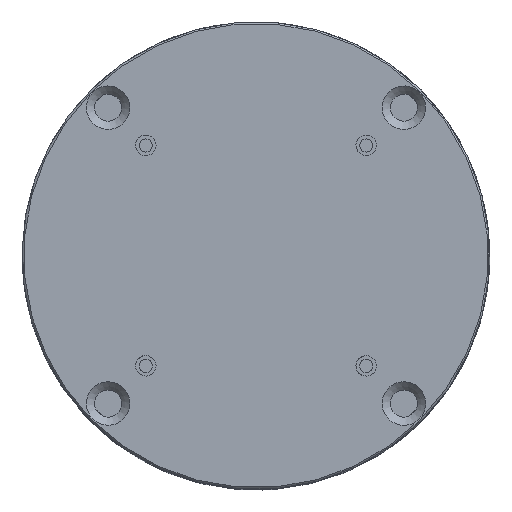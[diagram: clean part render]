
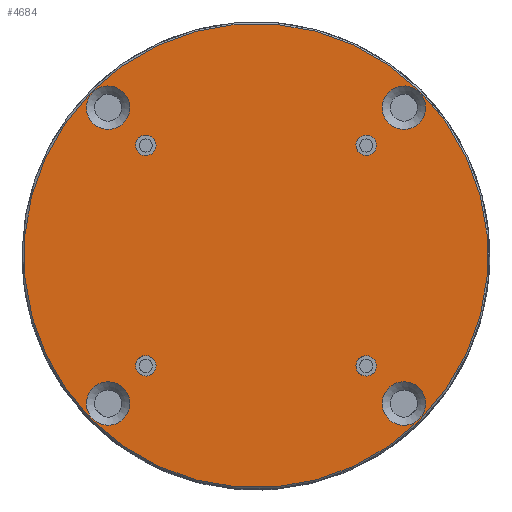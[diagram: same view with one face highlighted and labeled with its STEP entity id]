
A CAD part, top view. The second image highlights one B-rep face of the part: STEP entity #4684.
In plain terms, the highlighted planar face has unit normal (0, 0, 1).
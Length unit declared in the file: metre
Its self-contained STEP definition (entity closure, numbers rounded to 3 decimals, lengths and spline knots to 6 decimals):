
#166=PLANE('',#5286);
#1520=ORIENTED_EDGE('',*,*,#2489,.T.);
#1521=ORIENTED_EDGE('',*,*,#2478,.F.);
#1522=ORIENTED_EDGE('',*,*,#2477,.F.);
#1523=ORIENTED_EDGE('',*,*,#2476,.F.);
#1524=ORIENTED_EDGE('',*,*,#2475,.F.);
#1525=ORIENTED_EDGE('',*,*,#2474,.F.);
#1526=ORIENTED_EDGE('',*,*,#2473,.F.);
#1527=ORIENTED_EDGE('',*,*,#2472,.F.);
#1528=ORIENTED_EDGE('',*,*,#2471,.F.);
#2471=EDGE_CURVE('',#3031,#3031,#3485,.T.);
#2472=EDGE_CURVE('',#3032,#3032,#3486,.T.);
#2473=EDGE_CURVE('',#3033,#3033,#3487,.T.);
#2474=EDGE_CURVE('',#3034,#3034,#3488,.T.);
#2475=EDGE_CURVE('',#3035,#3035,#3489,.T.);
#2476=EDGE_CURVE('',#3036,#3036,#3490,.T.);
#2477=EDGE_CURVE('',#3037,#3037,#3491,.T.);
#2478=EDGE_CURVE('',#3038,#3038,#3492,.T.);
#2489=EDGE_CURVE('',#3049,#3049,#3501,.T.);
#3031=VERTEX_POINT('',#8148);
#3032=VERTEX_POINT('',#8151);
#3033=VERTEX_POINT('',#8154);
#3034=VERTEX_POINT('',#8157);
#3035=VERTEX_POINT('',#8160);
#3036=VERTEX_POINT('',#8163);
#3037=VERTEX_POINT('',#8166);
#3038=VERTEX_POINT('',#8169);
#3049=VERTEX_POINT('',#8199);
#3485=CIRCLE('',#5256,0.00265);
#3486=CIRCLE('',#5258,0.00125);
#3487=CIRCLE('',#5260,0.00125);
#3488=CIRCLE('',#5262,0.00125);
#3489=CIRCLE('',#5264,0.00125);
#3490=CIRCLE('',#5266,0.00265);
#3491=CIRCLE('',#5268,0.00265);
#3492=CIRCLE('',#5270,0.00265);
#3501=CIRCLE('',#5287,0.0283);
#3834=EDGE_LOOP('',(#1520));
#3835=EDGE_LOOP('',(#1521));
#3836=EDGE_LOOP('',(#1522));
#3837=EDGE_LOOP('',(#1523));
#3838=EDGE_LOOP('',(#1524));
#3839=EDGE_LOOP('',(#1525));
#3840=EDGE_LOOP('',(#1526));
#3841=EDGE_LOOP('',(#1527));
#3842=EDGE_LOOP('',(#1528));
#4252=FACE_BOUND('',#3834,.T.);
#4253=FACE_BOUND('',#3835,.T.);
#4254=FACE_BOUND('',#3836,.T.);
#4255=FACE_BOUND('',#3837,.T.);
#4256=FACE_BOUND('',#3838,.T.);
#4257=FACE_BOUND('',#3839,.T.);
#4258=FACE_BOUND('',#3840,.T.);
#4259=FACE_BOUND('',#3841,.T.);
#4260=FACE_BOUND('',#3842,.T.);
#4684=ADVANCED_FACE('',(#4252,#4253,#4254,#4255,#4256,#4257,#4258,#4259,
#4260),#166,.T.);
#5256=AXIS2_PLACEMENT_3D('',#8147,#6429,#6430);
#5258=AXIS2_PLACEMENT_3D('',#8150,#6433,#6434);
#5260=AXIS2_PLACEMENT_3D('',#8153,#6437,#6438);
#5262=AXIS2_PLACEMENT_3D('',#8156,#6441,#6442);
#5264=AXIS2_PLACEMENT_3D('',#8159,#6445,#6446);
#5266=AXIS2_PLACEMENT_3D('',#8162,#6449,#6450);
#5268=AXIS2_PLACEMENT_3D('',#8165,#6453,#6454);
#5270=AXIS2_PLACEMENT_3D('',#8168,#6457,#6458);
#5286=AXIS2_PLACEMENT_3D('',#8197,#6491,#6492);
#5287=AXIS2_PLACEMENT_3D('',#8198,#6493,#6494);
#6429=DIRECTION('',(0.,0.,1.));
#6430=DIRECTION('',(0.707,-0.707,0.));
#6433=DIRECTION('',(0.,0.,1.));
#6434=DIRECTION('',(-0.707,-0.707,0.));
#6437=DIRECTION('',(0.,0.,1.));
#6438=DIRECTION('',(-0.707,0.707,0.));
#6441=DIRECTION('',(0.,0.,1.));
#6442=DIRECTION('',(0.707,0.707,0.));
#6445=DIRECTION('',(0.,0.,1.));
#6446=DIRECTION('',(0.707,-0.707,0.));
#6449=DIRECTION('',(0.,0.,1.));
#6450=DIRECTION('',(-0.707,-0.707,0.));
#6453=DIRECTION('',(0.,0.,1.));
#6454=DIRECTION('',(-0.707,0.707,0.));
#6457=DIRECTION('',(0.,0.,1.));
#6458=DIRECTION('',(0.707,0.707,0.));
#6491=DIRECTION('',(0.,0.,1.));
#6492=DIRECTION('',(0.707,-0.707,0.));
#6493=DIRECTION('',(0.,0.,1.));
#6494=DIRECTION('',(0.707,-0.707,0.));
#8147=CARTESIAN_POINT('',(0.018031,0.018031,0.046));
#8148=CARTESIAN_POINT('',(0.019905,0.016157,0.046));
#8150=CARTESIAN_POINT('',(0.013435,-0.013435,0.046));
#8151=CARTESIAN_POINT('',(0.012551,-0.014319,0.046));
#8153=CARTESIAN_POINT('',(-0.013435,-0.013435,0.046));
#8154=CARTESIAN_POINT('',(-0.014319,-0.012551,0.046));
#8156=CARTESIAN_POINT('',(-0.013435,0.013435,0.046));
#8157=CARTESIAN_POINT('',(-0.012551,0.014319,0.046));
#8159=CARTESIAN_POINT('',(0.013435,0.013435,0.046));
#8160=CARTESIAN_POINT('',(0.014319,0.012551,0.046));
#8162=CARTESIAN_POINT('',(0.018031,-0.018031,0.046));
#8163=CARTESIAN_POINT('',(0.016157,-0.019905,0.046));
#8165=CARTESIAN_POINT('',(-0.018031,-0.018031,0.046));
#8166=CARTESIAN_POINT('',(-0.019905,-0.016157,0.046));
#8168=CARTESIAN_POINT('',(-0.018031,0.018031,0.046));
#8169=CARTESIAN_POINT('',(-0.016157,0.019905,0.046));
#8197=CARTESIAN_POINT('',(0.,0.,0.046));
#8198=CARTESIAN_POINT('',(0.,0.,0.046));
#8199=CARTESIAN_POINT('',(0.020011,-0.020011,0.046));
